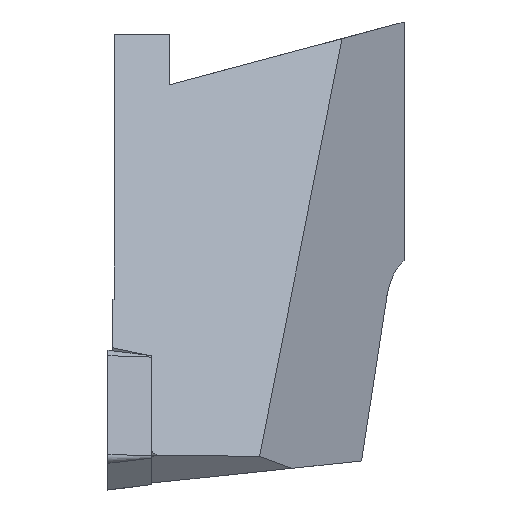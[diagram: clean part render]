
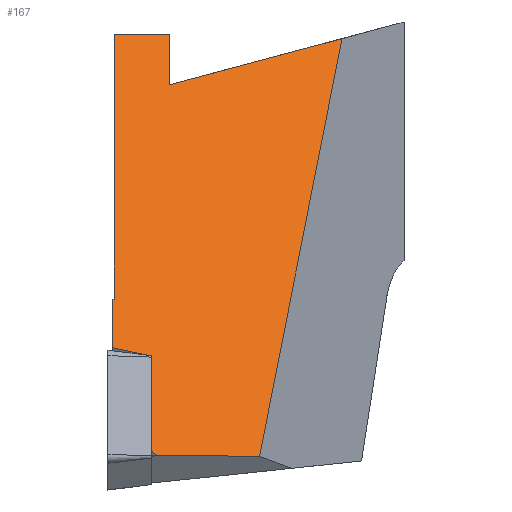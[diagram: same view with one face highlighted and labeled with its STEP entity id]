
A CAD part, left-side view. The second image highlights one B-rep face of the part: STEP entity #167.
In plain terms, the highlighted planar face has unit normal (-0.908, -0.342, 0.243).
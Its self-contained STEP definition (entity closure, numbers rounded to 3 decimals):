
#158=ELLIPSE('',#896,1.462,0.5);
#167=ADVANCED_FACE('',(#237),#210,.F.);
#210=PLANE('',#897);
#237=FACE_OUTER_BOUND('',#269,.T.);
#269=EDGE_LOOP('',(#340,#341,#342,#343,#344,#345,#346,#347,#348,#349,#350));
#340=ORIENTED_EDGE('',*,*,#601,.F.);
#341=ORIENTED_EDGE('',*,*,#604,.F.);
#342=ORIENTED_EDGE('',*,*,#605,.F.);
#343=ORIENTED_EDGE('',*,*,#606,.T.);
#344=ORIENTED_EDGE('',*,*,#596,.F.);
#345=ORIENTED_EDGE('',*,*,#607,.T.);
#346=ORIENTED_EDGE('',*,*,#608,.F.);
#347=ORIENTED_EDGE('',*,*,#609,.F.);
#348=ORIENTED_EDGE('',*,*,#610,.F.);
#349=ORIENTED_EDGE('',*,*,#611,.F.);
#350=ORIENTED_EDGE('',*,*,#612,.F.);
#526=VERTEX_POINT('',#1231);
#527=VERTEX_POINT('',#1233);
#529=VERTEX_POINT('',#1241);
#530=VERTEX_POINT('',#1243);
#532=VERTEX_POINT('',#1249);
#533=VERTEX_POINT('',#1251);
#534=VERTEX_POINT('',#1254);
#535=VERTEX_POINT('',#1256);
#536=VERTEX_POINT('',#1258);
#537=VERTEX_POINT('',#1260);
#538=VERTEX_POINT('',#1262);
#596=EDGE_CURVE('',#526,#527,#695,.T.);
#601=EDGE_CURVE('',#529,#530,#699,.T.);
#604=EDGE_CURVE('',#532,#529,#702,.T.);
#605=EDGE_CURVE('',#533,#532,#703,.T.);
#606=EDGE_CURVE('',#533,#527,#158,.T.);
#607=EDGE_CURVE('',#526,#534,#704,.T.);
#608=EDGE_CURVE('',#535,#534,#705,.T.);
#609=EDGE_CURVE('',#536,#535,#706,.T.);
#610=EDGE_CURVE('',#537,#536,#707,.T.);
#611=EDGE_CURVE('',#538,#537,#708,.T.);
#612=EDGE_CURVE('',#530,#538,#709,.T.);
#695=LINE('',#1232,#765);
#699=LINE('',#1242,#769);
#702=LINE('',#1248,#772);
#703=LINE('',#1250,#773);
#704=LINE('',#1253,#774);
#705=LINE('',#1255,#775);
#706=LINE('',#1257,#776);
#707=LINE('',#1259,#777);
#708=LINE('',#1261,#778);
#709=LINE('',#1263,#779);
#765=VECTOR('',#989,1.);
#769=VECTOR('',#999,1.);
#772=VECTOR('',#1004,1.);
#773=VECTOR('',#1005,1.);
#774=VECTOR('',#1008,1.);
#775=VECTOR('',#1009,1.);
#776=VECTOR('',#1010,1.);
#777=VECTOR('',#1011,1.);
#778=VECTOR('',#1012,1.);
#779=VECTOR('',#1013,1.);
#896=AXIS2_PLACEMENT_3D('',#1252,#1006,#1007);
#897=AXIS2_PLACEMENT_3D('',#1264,#1014,#1015);
#989=DIRECTION('',(-0.35,0.937,0.009));
#999=DIRECTION('',(0.259,0.,0.966));
#1004=DIRECTION('',(-0.299,0.933,0.199));
#1005=DIRECTION('',(0.259,0.,0.966));
#1006=DIRECTION('',(-0.908,-0.342,0.243));
#1007=DIRECTION('',(0.33,-0.94,-0.089));
#1008=DIRECTION('',(0.318,-0.184,0.93));
#1009=DIRECTION('',(0.398,-0.886,0.237));
#1010=DIRECTION('',(-0.259,0.,-0.966));
#1011=DIRECTION('',(0.353,-0.936,0.));
#1012=DIRECTION('',(0.259,0.,0.966));
#1013=DIRECTION('',(0.353,-0.936,0.));
#1014=DIRECTION('',(0.908,0.342,-0.243));
#1015=DIRECTION('',(0.353,-0.936,0.));
#1231=CARTESIAN_POINT('',(-35.63,-15.779,-40.394));
#1232=CARTESIAN_POINT('',(-40.015,-4.06,-40.28));
#1233=CARTESIAN_POINT('',(-39.749,-4.77,-40.287));
#1241=CARTESIAN_POINT('',(-38.484,0.19,-28.591));
#1242=CARTESIAN_POINT('',(-41.282,0.19,-39.034));
#1243=CARTESIAN_POINT('',(-37.067,0.19,-23.3));
#1248=CARTESIAN_POINT('',(-36.964,-4.565,-29.603));
#1249=CARTESIAN_POINT('',(-37.124,-4.063,-29.496));
#1250=CARTESIAN_POINT('',(-38.345,-4.063,-34.05));
#1251=CARTESIAN_POINT('',(-39.892,-4.063,-39.827));
#1252=CARTESIAN_POINT('',(-39.403,-5.434,-39.927));
#1253=CARTESIAN_POINT('',(-34.712,-16.308,-37.716));
#1254=CARTESIAN_POINT('',(-20.075,-24.759,5.027));
#1255=CARTESIAN_POINT('',(-30.164,-2.27,-0.999));
#1256=CARTESIAN_POINT('',(-28.491,-6.,0.));
#1257=CARTESIAN_POINT('',(-33.281,-6.,-17.877));
#1258=CARTESIAN_POINT('',(-27.016,-6.,5.506));
#1259=CARTESIAN_POINT('',(-36.09,18.082,5.506));
#1260=CARTESIAN_POINT('',(-29.276,0.,5.506));
#1261=CARTESIAN_POINT('',(-35.39,0.,-17.312));
#1262=CARTESIAN_POINT('',(-36.995,0.,-23.3));
#1263=CARTESIAN_POINT('',(-44.829,20.789,-23.3));
#1264=CARTESIAN_POINT('',(-38.346,-4.06,-34.05));
